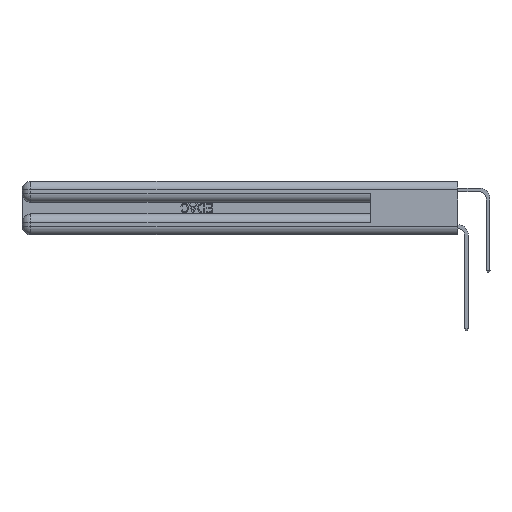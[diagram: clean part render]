
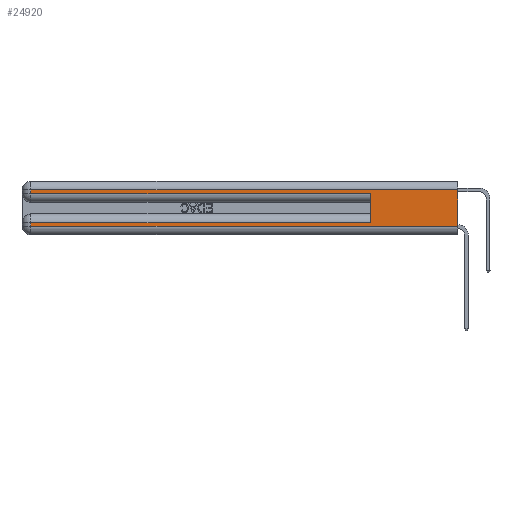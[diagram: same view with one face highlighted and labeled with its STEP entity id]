
A CAD part, left-side view. The second image highlights one B-rep face of the part: STEP entity #24920.
In plain terms, the highlighted planar face has unit normal (-1, 0, 0).
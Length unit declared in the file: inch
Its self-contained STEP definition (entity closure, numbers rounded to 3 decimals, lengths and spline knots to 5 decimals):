
#61 = EDGE_CURVE ( 'NONE', #11517, #28784, #13952, .T. ) ;
#265 = VECTOR ( 'NONE', #8910, 39.37008 ) ;
#821 = LINE ( 'NONE', #10939, #12547 ) ;
#1258 = DIRECTION ( 'NONE',  ( 0., 0., 1. ) ) ;
#2079 = FACE_OUTER_BOUND ( 'NONE', #18619, .T. ) ;
#3834 = CARTESIAN_POINT ( 'NONE',  ( 0., 0., 0.06 ) ) ;
#4175 = VERTEX_POINT ( 'NONE', #10396 ) ;
#4506 = EDGE_CURVE ( 'NONE', #16615, #11517, #25039, .T. ) ;
#4941 = DIRECTION ( 'NONE',  ( 0., 0., -1. ) ) ;
#5770 = EDGE_CURVE ( 'NONE', #9229, #4175, #26362, .T. ) ;
#6150 = CARTESIAN_POINT ( 'NONE',  ( 0., 0., 0.085 ) ) ;
#6487 = ORIENTED_EDGE ( 'NONE', *, *, #4506, .T. ) ;
#7161 = DIRECTION ( 'NONE',  ( 1., 0., 0. ) ) ;
#7574 = VECTOR ( 'NONE', #18453, 39.37008 ) ;
#8674 = LINE ( 'NONE', #6150, #7574 ) ;
#8720 = VECTOR ( 'NONE', #27325, 39.37008 ) ;
#8837 = ORIENTED_EDGE ( 'NONE', *, *, #25127, .T. ) ;
#8910 = DIRECTION ( 'NONE',  ( 0., -1., 0. ) ) ;
#9229 = VERTEX_POINT ( 'NONE', #29660 ) ;
#9276 = CARTESIAN_POINT ( 'NONE',  ( 0., 0., 0.37 ) ) ;
#10139 = ORIENTED_EDGE ( 'NONE', *, *, #13642, .F. ) ;
#10396 = CARTESIAN_POINT ( 'NONE',  ( 0., 0.6, 0.285 ) ) ;
#10939 = CARTESIAN_POINT ( 'NONE',  ( 0., 0., 0.31 ) ) ;
#11452 = CARTESIAN_POINT ( 'NONE',  ( 0., 2.94, 0.285 ) ) ;
#11517 = VERTEX_POINT ( 'NONE', #32583 ) ;
#11842 = VERTEX_POINT ( 'NONE', #29505 ) ;
#12547 = VECTOR ( 'NONE', #26108, 39.37008 ) ;
#12569 = CARTESIAN_POINT ( 'NONE',  ( 0., 0., 0.06 ) ) ;
#12701 = ORIENTED_EDGE ( 'NONE', *, *, #19751, .T. ) ;
#13049 = VECTOR ( 'NONE', #1258, 39.37008 ) ;
#13642 = EDGE_CURVE ( 'NONE', #11842, #28784, #31655, .T. ) ;
#13952 = LINE ( 'NONE', #3834, #265 ) ;
#13991 = DIRECTION ( 'NONE',  ( 0., 0., -1. ) ) ;
#14093 = ORIENTED_EDGE ( 'NONE', *, *, #5770, .F. ) ;
#15062 = CARTESIAN_POINT ( 'NONE',  ( 0., 0., 0.37 ) ) ;
#16615 = VERTEX_POINT ( 'NONE', #17081 ) ;
#17081 = CARTESIAN_POINT ( 'NONE',  ( 0., 2.94, 0.085 ) ) ;
#18410 = VECTOR ( 'NONE', #13991, 39.37008 ) ;
#18453 = DIRECTION ( 'NONE',  ( 0., 1., 0. ) ) ;
#18619 = EDGE_LOOP ( 'NONE', ( #10139, #29007, #12701, #8837, #14093, #33090, #6487, #21428 ) ) ;
#18678 = DIRECTION ( 'NONE',  ( 0., 0., -1. ) ) ;
#19338 = LINE ( 'NONE', #23888, #20241 ) ;
#19751 = EDGE_CURVE ( 'NONE', #23236, #31706, #19338, .T. ) ;
#20241 = VECTOR ( 'NONE', #18678, 39.37008 ) ;
#21428 = ORIENTED_EDGE ( 'NONE', *, *, #61, .T. ) ;
#22164 = AXIS2_PLACEMENT_3D ( 'NONE', #15062, #7161, #4941 ) ;
#23117 = PLANE ( 'NONE',  #22164 ) ;
#23236 = VERTEX_POINT ( 'NONE', #23333 ) ;
#23333 = CARTESIAN_POINT ( 'NONE',  ( 0., 2.94, 0.31 ) ) ;
#23613 = CARTESIAN_POINT ( 'NONE',  ( 0., 0., 0.285 ) ) ;
#23888 = CARTESIAN_POINT ( 'NONE',  ( 0., 2.94, 0.37 ) ) ;
#24111 = EDGE_CURVE ( 'NONE', #11842, #23236, #821, .T. ) ;
#24920 = ADVANCED_FACE ( 'NONE', ( #2079 ), #23117, .F. ) ;
#25039 = LINE ( 'NONE', #29415, #31141 ) ;
#25127 = EDGE_CURVE ( 'NONE', #31706, #4175, #28677, .T. ) ;
#26108 = DIRECTION ( 'NONE',  ( 0., 1., 0. ) ) ;
#26362 = LINE ( 'NONE', #26863, #13049 ) ;
#26863 = CARTESIAN_POINT ( 'NONE',  ( 0., 0.6, 0.145 ) ) ;
#27236 = DIRECTION ( 'NONE',  ( 0., 0., -1. ) ) ;
#27325 = DIRECTION ( 'NONE',  ( 0., -1., 0. ) ) ;
#27743 = EDGE_CURVE ( 'NONE', #9229, #16615, #8674, .T. ) ;
#28677 = LINE ( 'NONE', #23613, #8720 ) ;
#28784 = VERTEX_POINT ( 'NONE', #12569 ) ;
#29007 = ORIENTED_EDGE ( 'NONE', *, *, #24111, .T. ) ;
#29415 = CARTESIAN_POINT ( 'NONE',  ( 0., 2.94, 0.37 ) ) ;
#29505 = CARTESIAN_POINT ( 'NONE',  ( 0., 0., 0.31 ) ) ;
#29660 = CARTESIAN_POINT ( 'NONE',  ( 0., 0.6, 0.085 ) ) ;
#31141 = VECTOR ( 'NONE', #27236, 39.37008 ) ;
#31655 = LINE ( 'NONE', #9276, #18410 ) ;
#31706 = VERTEX_POINT ( 'NONE', #11452 ) ;
#32583 = CARTESIAN_POINT ( 'NONE',  ( 0., 2.94, 0.06 ) ) ;
#33090 = ORIENTED_EDGE ( 'NONE', *, *, #27743, .T. ) ;
